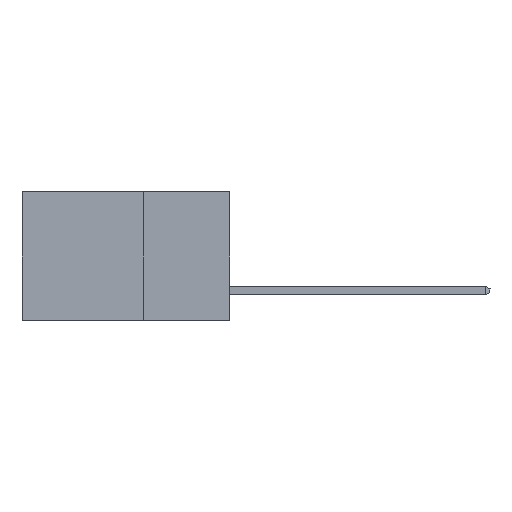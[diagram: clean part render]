
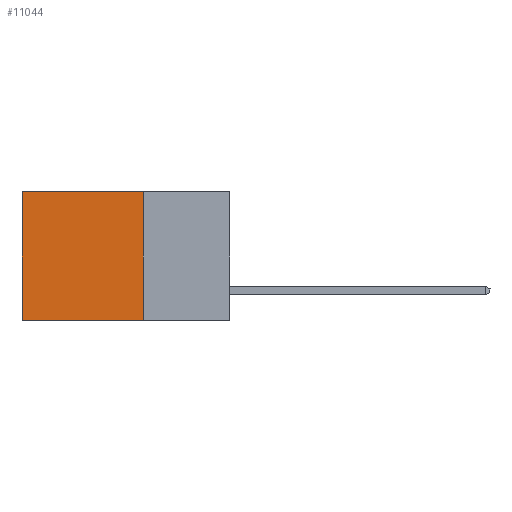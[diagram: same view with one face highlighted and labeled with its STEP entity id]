
A CAD part, left-side view. The second image highlights one B-rep face of the part: STEP entity #11044.
In plain terms, the highlighted planar face has unit normal (-1, 0, 0).
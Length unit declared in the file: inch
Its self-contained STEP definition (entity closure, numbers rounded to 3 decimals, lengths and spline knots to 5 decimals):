
#772 = DIRECTION ( 'NONE',  ( 0., 1., 0. ) ) ;
#914 = VERTEX_POINT ( 'NONE', #6314 ) ;
#992 = CARTESIAN_POINT ( 'NONE',  ( 0.2615, 0.6, -0.37 ) ) ;
#1169 = PLANE ( 'NONE',  #3067 ) ;
#2379 = VECTOR ( 'NONE', #6326, 39.37008 ) ;
#2903 = ORIENTED_EDGE ( 'NONE', *, *, #8453, .F. ) ;
#2961 = VERTEX_POINT ( 'NONE', #10195 ) ;
#3067 = AXIS2_PLACEMENT_3D ( 'NONE', #9296, #13784, #5983 ) ;
#3250 = ORIENTED_EDGE ( 'NONE', *, *, #11677, .T. ) ;
#3309 = VERTEX_POINT ( 'NONE', #992 ) ;
#4989 = LINE ( 'NONE', #9495, #6358 ) ;
#5361 = LINE ( 'NONE', #14346, #2379 ) ;
#5983 = DIRECTION ( 'NONE',  ( 0., 0., -1. ) ) ;
#6314 = CARTESIAN_POINT ( 'NONE',  ( 0.2615, 0.25, -0.37 ) ) ;
#6326 = DIRECTION ( 'NONE',  ( 0., 1., 0. ) ) ;
#6358 = VECTOR ( 'NONE', #7287, 39.37008 ) ;
#6506 = CARTESIAN_POINT ( 'NONE',  ( 0.2615, 0.25, -0.37 ) ) ;
#7216 = VERTEX_POINT ( 'NONE', #7463 ) ;
#7287 = DIRECTION ( 'NONE',  ( 0., 0., -1. ) ) ;
#7327 = DIRECTION ( 'NONE',  ( 0., 0., -1. ) ) ;
#7463 = CARTESIAN_POINT ( 'NONE',  ( 0.2615, 0.25, 0. ) ) ;
#8297 = EDGE_CURVE ( 'NONE', #2961, #3309, #9453, .T. ) ;
#8453 = EDGE_CURVE ( 'NONE', #914, #3309, #14455, .T. ) ;
#9122 = ORIENTED_EDGE ( 'NONE', *, *, #9192, .F. ) ;
#9192 = EDGE_CURVE ( 'NONE', #7216, #914, #4989, .T. ) ;
#9296 = CARTESIAN_POINT ( 'NONE',  ( 0.2615, 0.25, -0.37 ) ) ;
#9453 = LINE ( 'NONE', #14160, #10587 ) ;
#9495 = CARTESIAN_POINT ( 'NONE',  ( 0.2615, 0.25, -0.37 ) ) ;
#9516 = ORIENTED_EDGE ( 'NONE', *, *, #8297, .T. ) ;
#10195 = CARTESIAN_POINT ( 'NONE',  ( 0.2615, 0.6, 0. ) ) ;
#10281 = EDGE_LOOP ( 'NONE', ( #9516, #2903, #9122, #3250 ) ) ;
#10587 = VECTOR ( 'NONE', #7327, 39.37008 ) ;
#11044 = ADVANCED_FACE ( 'NONE', ( #11594 ), #1169, .F. ) ;
#11531 = VECTOR ( 'NONE', #772, 39.37008 ) ;
#11594 = FACE_OUTER_BOUND ( 'NONE', #10281, .T. ) ;
#11677 = EDGE_CURVE ( 'NONE', #7216, #2961, #5361, .T. ) ;
#13784 = DIRECTION ( 'NONE',  ( 1., 0., 0. ) ) ;
#14160 = CARTESIAN_POINT ( 'NONE',  ( 0.2615, 0.6, -0.37 ) ) ;
#14346 = CARTESIAN_POINT ( 'NONE',  ( 0.2615, 0.25, 0. ) ) ;
#14455 = LINE ( 'NONE', #6506, #11531 ) ;
